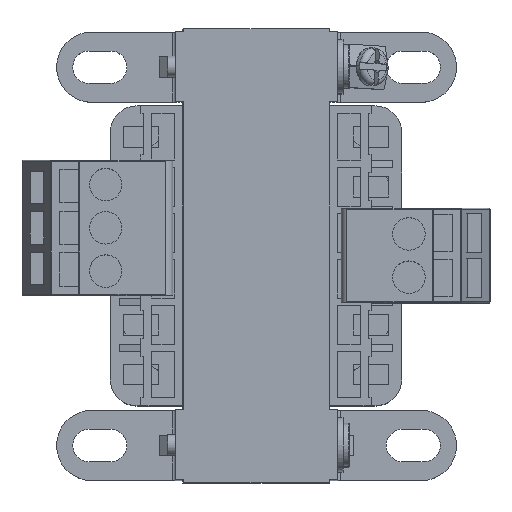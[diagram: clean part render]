
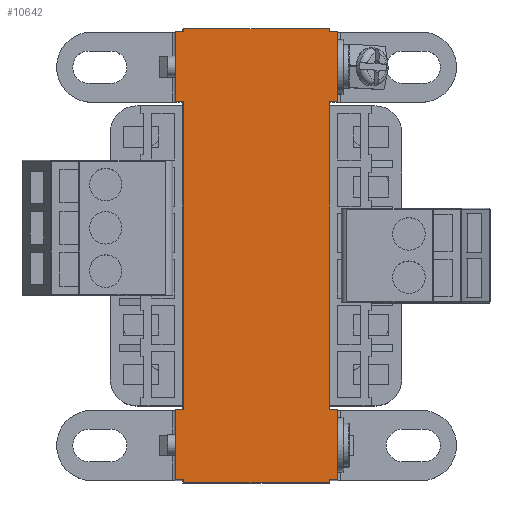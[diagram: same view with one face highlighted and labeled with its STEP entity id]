
A CAD part, top view. The second image highlights one B-rep face of the part: STEP entity #10642.
In plain terms, the highlighted planar face has unit normal (0, 0, 1).
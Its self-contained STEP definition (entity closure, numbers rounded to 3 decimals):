
#57=DIRECTION('',(0.,1.,0.));
#58=VECTOR('',#57,0.5);
#59=CARTESIAN_POINT('',(13.6,-14.25,-1.5));
#60=LINE('',#59,#58);
#73=DIRECTION('',(0.,1.,0.));
#74=VECTOR('',#73,57.);
#75=CARTESIAN_POINT('',(13.6,-0.75,-1.5));
#76=LINE('',#75,#74);
#137=DIRECTION('',(0.,1.,0.));
#138=VECTOR('',#137,0.5);
#139=CARTESIAN_POINT('',(13.6,69.25,-1.5));
#140=LINE('',#139,#138);
#141=DIRECTION('',(1.,0.,0.));
#142=VECTOR('',#141,1.5);
#143=CARTESIAN_POINT('',(12.1,56.25,-1.5));
#144=LINE('',#143,#142);
#145=DIRECTION('',(-1.,0.,0.));
#146=VECTOR('',#145,1.5);
#147=CARTESIAN_POINT('',(13.6,69.25,-1.5));
#148=LINE('',#147,#146);
#149=DIRECTION('',(-1.,0.,0.));
#150=VECTOR('',#149,27.);
#151=CARTESIAN_POINT('',(40.6,69.75,-1.5));
#152=LINE('',#151,#150);
#153=DIRECTION('',(0.,1.,0.));
#154=VECTOR('',#153,0.5);
#155=CARTESIAN_POINT('',(40.6,69.25,-1.5));
#156=LINE('',#155,#154);
#157=DIRECTION('',(-1.,0.,0.));
#158=VECTOR('',#157,1.5);
#159=CARTESIAN_POINT('',(42.1,69.25,-1.5));
#160=LINE('',#159,#158);
#161=DIRECTION('',(1.,0.,0.));
#162=VECTOR('',#161,1.5);
#163=CARTESIAN_POINT('',(40.6,56.25,-1.5));
#164=LINE('',#163,#162);
#165=DIRECTION('',(0.,1.,0.));
#166=VECTOR('',#165,0.75);
#167=CARTESIAN_POINT('',(40.6,55.5,-1.5));
#168=LINE('',#167,#166);
#169=DIRECTION('',(0.,1.,0.));
#170=VECTOR('',#169,0.75);
#171=CARTESIAN_POINT('',(40.6,-0.75,-1.5));
#172=LINE('',#171,#170);
#173=DIRECTION('',(-1.,0.,0.));
#174=VECTOR('',#173,1.5);
#175=CARTESIAN_POINT('',(42.1,-0.75,-1.5));
#176=LINE('',#175,#174);
#177=DIRECTION('',(1.,0.,0.));
#178=VECTOR('',#177,1.5);
#179=CARTESIAN_POINT('',(40.6,-13.75,-1.5));
#180=LINE('',#179,#178);
#181=DIRECTION('',(0.,1.,0.));
#182=VECTOR('',#181,0.5);
#183=CARTESIAN_POINT('',(40.6,-14.25,-1.5));
#184=LINE('',#183,#182);
#185=DIRECTION('',(1.,0.,0.));
#186=VECTOR('',#185,27.);
#187=CARTESIAN_POINT('',(13.6,-14.25,-1.5));
#188=LINE('',#187,#186);
#189=DIRECTION('',(1.,0.,0.));
#190=VECTOR('',#189,1.5);
#191=CARTESIAN_POINT('',(12.1,-13.75,-1.5));
#192=LINE('',#191,#190);
#193=DIRECTION('',(-1.,0.,0.));
#194=VECTOR('',#193,1.5);
#195=CARTESIAN_POINT('',(13.6,-0.75,-1.5));
#196=LINE('',#195,#194);
#585=DIRECTION('',(0.,1.,0.));
#586=VECTOR('',#585,13.);
#587=CARTESIAN_POINT('',(12.1,56.25,-1.5));
#588=LINE('',#587,#586);
#801=DIRECTION('',(0.,1.,0.));
#802=VECTOR('',#801,13.);
#803=CARTESIAN_POINT('',(12.1,-13.75,-1.5));
#804=LINE('',#803,#802);
#1102=DIRECTION('',(0.,1.,0.));
#1103=VECTOR('',#1102,55.5);
#1104=CARTESIAN_POINT('',(40.6,0.,-1.5));
#1105=LINE('',#1104,#1103);
#5690=DIRECTION('',(0.,-1.,0.));
#5691=VECTOR('',#5690,13.);
#5692=CARTESIAN_POINT('',(42.1,69.25,-1.5));
#5693=LINE('',#5692,#5691);
#7584=DIRECTION('',(0.,-1.,0.));
#7585=VECTOR('',#7584,13.);
#7586=CARTESIAN_POINT('',(42.1,-0.75,-1.5));
#7587=LINE('',#7586,#7585);
#8137=CARTESIAN_POINT('',(40.6,-14.25,-1.5));
#8139=VERTEX_POINT('',#8137);
#8148=CARTESIAN_POINT('',(40.6,69.75,-1.5));
#8150=VERTEX_POINT('',#8148);
#8160=CARTESIAN_POINT('',(13.6,-14.25,-1.5));
#8161=VERTEX_POINT('',#8160);
#8166=CARTESIAN_POINT('',(13.6,69.75,-1.5));
#8167=VERTEX_POINT('',#8166);
#8177=CARTESIAN_POINT('',(12.1,-13.75,-1.5));
#8179=VERTEX_POINT('',#8177);
#8218=CARTESIAN_POINT('',(12.1,-0.75,-1.5));
#8219=VERTEX_POINT('',#8218);
#8253=CARTESIAN_POINT('',(12.1,56.25,-1.5));
#8255=VERTEX_POINT('',#8253);
#8294=CARTESIAN_POINT('',(12.1,69.25,-1.5));
#8295=VERTEX_POINT('',#8294);
#8329=CARTESIAN_POINT('',(42.1,-0.75,-1.5));
#8331=VERTEX_POINT('',#8329);
#8370=CARTESIAN_POINT('',(42.1,-13.75,-1.5));
#8371=VERTEX_POINT('',#8370);
#8528=CARTESIAN_POINT('',(42.1,69.25,-1.5));
#8530=VERTEX_POINT('',#8528);
#8569=CARTESIAN_POINT('',(42.1,56.25,-1.5));
#8570=VERTEX_POINT('',#8569);
#9982=CARTESIAN_POINT('',(40.6,0.,-1.5));
#9983=CARTESIAN_POINT('',(40.6,55.5,-1.5));
#9984=VERTEX_POINT('',#9982);
#9985=VERTEX_POINT('',#9983);
#10035=CARTESIAN_POINT('',(40.6,-0.75,-1.5));
#10037=VERTEX_POINT('',#10035);
#10039=CARTESIAN_POINT('',(40.6,-13.75,-1.5));
#10041=VERTEX_POINT('',#10039);
#10047=CARTESIAN_POINT('',(40.6,69.25,-1.5));
#10049=VERTEX_POINT('',#10047);
#10051=CARTESIAN_POINT('',(40.6,56.25,-1.5));
#10053=VERTEX_POINT('',#10051);
#10071=CARTESIAN_POINT('',(13.6,-13.75,-1.5));
#10073=VERTEX_POINT('',#10071);
#10075=CARTESIAN_POINT('',(13.6,-0.75,-1.5));
#10077=VERTEX_POINT('',#10075);
#10099=CARTESIAN_POINT('',(13.6,56.25,-1.5));
#10101=VERTEX_POINT('',#10099);
#10103=CARTESIAN_POINT('',(13.6,69.25,-1.5));
#10105=VERTEX_POINT('',#10103);
#10595=CARTESIAN_POINT('',(27.1,27.75,-1.5));
#10596=DIRECTION('',(0.,0.,1.));
#10597=DIRECTION('',(0.,1.,0.));
#10598=AXIS2_PLACEMENT_3D('',#10595,#10596,#10597);
#10599=PLANE('',#10598);
#10600=ORIENTED_EDGE('',*,*,#10546,.T.);
#10602=ORIENTED_EDGE('',*,*,#10601,.F.);
#10604=ORIENTED_EDGE('',*,*,#10603,.T.);
#10606=ORIENTED_EDGE('',*,*,#10605,.F.);
#10607=ORIENTED_EDGE('',*,*,#10590,.T.);
#10609=ORIENTED_EDGE('',*,*,#10608,.F.);
#10611=ORIENTED_EDGE('',*,*,#10610,.F.);
#10613=ORIENTED_EDGE('',*,*,#10612,.F.);
#10615=ORIENTED_EDGE('',*,*,#10614,.T.);
#10617=ORIENTED_EDGE('',*,*,#10616,.F.);
#10619=ORIENTED_EDGE('',*,*,#10618,.F.);
#10621=ORIENTED_EDGE('',*,*,#10620,.F.);
#10623=ORIENTED_EDGE('',*,*,#10622,.F.);
#10625=ORIENTED_EDGE('',*,*,#10624,.F.);
#10627=ORIENTED_EDGE('',*,*,#10626,.T.);
#10629=ORIENTED_EDGE('',*,*,#10628,.F.);
#10631=ORIENTED_EDGE('',*,*,#10630,.F.);
#10633=ORIENTED_EDGE('',*,*,#10632,.F.);
#10634=ORIENTED_EDGE('',*,*,#10530,.T.);
#10635=ORIENTED_EDGE('',*,*,#10519,.F.);
#10637=ORIENTED_EDGE('',*,*,#10636,.T.);
#10639=ORIENTED_EDGE('',*,*,#10638,.F.);
#10640=EDGE_LOOP('',(#10600,#10602,#10604,#10606,#10607,#10609,#10611,#10613,
#10615,#10617,#10619,#10621,#10623,#10625,#10627,#10629,#10631,#10633,#10634,
#10635,#10637,#10639));
#10641=FACE_OUTER_BOUND('',#10640,.F.);
#10642=ADVANCED_FACE('',(#10641),#10599,.T.);
#10519=EDGE_CURVE('',#8179,#10073,#192,.T.);
#10530=EDGE_CURVE('',#8161,#10073,#60,.T.);
#10546=EDGE_CURVE('',#10077,#10101,#76,.T.);
#10590=EDGE_CURVE('',#10105,#8167,#140,.T.);
#10601=EDGE_CURVE('',#8255,#10101,#144,.T.);
#10603=EDGE_CURVE('',#8255,#8295,#588,.T.);
#10605=EDGE_CURVE('',#10105,#8295,#148,.T.);
#10608=EDGE_CURVE('',#8150,#8167,#152,.T.);
#10610=EDGE_CURVE('',#10049,#8150,#156,.T.);
#10612=EDGE_CURVE('',#8530,#10049,#160,.T.);
#10614=EDGE_CURVE('',#8530,#8570,#5693,.T.);
#10616=EDGE_CURVE('',#10053,#8570,#164,.T.);
#10618=EDGE_CURVE('',#9985,#10053,#168,.T.);
#10620=EDGE_CURVE('',#9984,#9985,#1105,.T.);
#10622=EDGE_CURVE('',#10037,#9984,#172,.T.);
#10624=EDGE_CURVE('',#8331,#10037,#176,.T.);
#10626=EDGE_CURVE('',#8331,#8371,#7587,.T.);
#10628=EDGE_CURVE('',#10041,#8371,#180,.T.);
#10630=EDGE_CURVE('',#8139,#10041,#184,.T.);
#10632=EDGE_CURVE('',#8161,#8139,#188,.T.);
#10636=EDGE_CURVE('',#8179,#8219,#804,.T.);
#10638=EDGE_CURVE('',#10077,#8219,#196,.T.);
